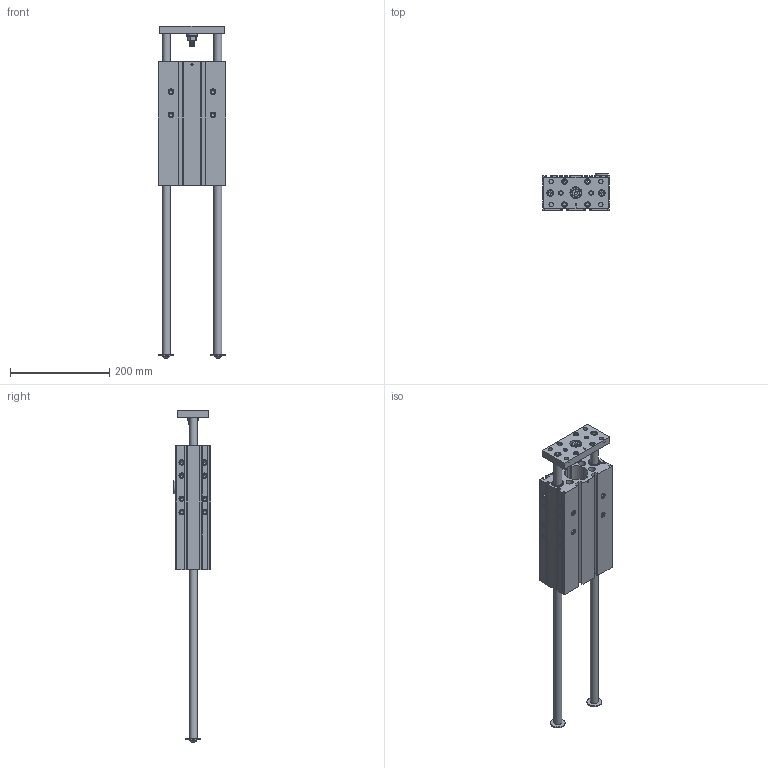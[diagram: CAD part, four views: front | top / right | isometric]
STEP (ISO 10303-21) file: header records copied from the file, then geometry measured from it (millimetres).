
FILE_DESCRIPTION (( 'STEP AP214' ), '1' );
FILE_NAME ('0186-0042_210723_H01-48x250!330.STEP', '2021-07-23T15:11:32', ( '' ), ( '' ), 'SwSTEP 2.0', 'SolidWorks 2021', '' );
FILE_SCHEMA (( 'AUTOMOTIVE_DESIGN' ));
Length unit declared in the file: millimetre
Products named in the file (19): 0150-5088_HS01-48x250_HS01h-48x250; 0150-3087_PLF01-28_Standard ; 0186-0042_210723_H01-48x250!330; 0160-0660_Schmiernippel-zu-Abstreiffer; 0230-0252_Lins-Schr_I-6k_M8x16_10.9_v-b; 0160-0801_Kegelpfanne_M10x12x4.2_Stahl_Schwartz; 0150-5086_HZ01-48; 0180-0109_HF01-48; 0180-0185-3_HL01-16x..._HL01-16x650; 0230-0220_zyl.-schr._i-6kt_M6x25_8.8_v-b; 0160-0728_Flachkopfgleiter_26; 0230-0181_Zyl.-Schr_I-6kt_n-K_M10x35_8.8_v-b; 0180-0108_HS01k-48x250; 0230-0247_Carrosserie_Scheiben_8x30; 0230-0322_M1-6K-Mutter-Typ1; 0230-0128_Linearkugellager_LBBR 16-LS; 0230-0246_Zyl.-Schr._I-6kt_M8x20_8.8_v-b; 0230-0804_Tellerfeder _20x10.2x1.1_Schwartz; 0160-0807_Kugelscheibe_M10x20.5x4_INOX_SSC
Assembly tree (37 placements, depth 3):
  0186-0042_210723_H01-48x250!330
    0150-5088_HS01-48x250_HS01h-48x250
      0180-0108_HS01k-48x250
      0160-0660_Schmiernippel-zu-Abstreiffer  x2
      0230-0128_Linearkugellager_LBBR 16-LS  x4
    0150-5086_HZ01-48  x6
    0230-0220_zyl.-schr._i-6kt_M6x25_8.8_v-b  x6
    0160-0728_Flachkopfgleiter_26
    0180-0109_HF01-48
    0180-0185-3_HL01-16x..._HL01-16x650  x2
    0230-0246_Zyl.-Schr._I-6kt_M8x20_8.8_v-b  x2
    0230-0247_Carrosserie_Scheiben_8x30  x2
    0230-0252_Lins-Schr_I-6k_M8x16_10.9_v-b  x2
    0150-3087_PLF01-28_Standard 
      0160-0807_Kugelscheibe_M10x20.5x4_INOX_SSC  x2
      0160-0801_Kegelpfanne_M10x12x4.2_Stahl_Schwartz
      0230-0804_Tellerfeder _20x10.2x1.1_Schwartz
    0230-0181_Zyl.-Schr_I-6kt_n-K_M10x35_8.8_v-b
    0230-0322_M1-6K-Mutter-Typ1
Bounding box: 137 x 75 x 669.4 mm (x, y, z)
Volume: 1737069.9 mm3; surface area: 478298.7 mm2
Topology: 43 solids, 43 shells, 1841 faces, 4324 edges, 2611 vertices
Faces by surface type: plane 732, cylinder 562, cone 520, torus 21, sphere 4, bspline 2
Full cylindrical faces by diameter (mm): 3.3 x2, 3.9 x2, 4 x2, 5 x5, 6 x140, 6.1 x2, 6.4 x6, 6.5 x2, 6.8 x28, 8 x60, 8.4 x2, 8.5 x8, 9 x6, 10 x29, 10.5 x2, 11 x31, 12 x1, 13 x4, 13.5 x2, 14 x5, 15 x5, 16 x16, 17.5 x2, 17.564 x1, 17.613 x1, 18 x11, 20 x19, 21 x3, 24 x10, 26 x1
Entity records: 34271 total; most frequent: CARTESIAN_POINT 7801, DIRECTION 5169, ORIENTED_EDGE 4614, EDGE_CURVE 2307, AXIS2_PLACEMENT_3D 1980, VERTEX_POINT 1684, EDGE_LOOP 1641, FACE_OUTER_BOUND 1308
